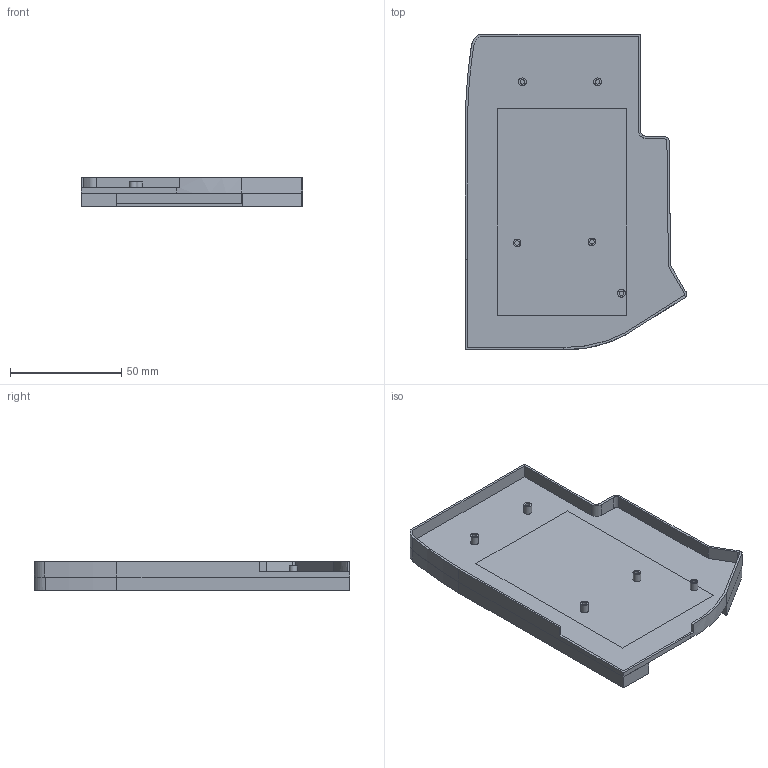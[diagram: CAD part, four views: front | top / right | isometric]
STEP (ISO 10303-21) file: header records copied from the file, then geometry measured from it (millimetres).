
FILE_DESCRIPTION(('FreeCAD Model'),'2;1');
FILE_NAME('Open CASCADE Shape Model','2024-01-24T16:49:54',('Author'),( ''),'Open CASCADE STEP processor 7.6','FreeCAD','Unknown');
FILE_SCHEMA(('AUTOMOTIVE_DESIGN { 1 0 10303 214 1 1 1 1 }'));
Length unit declared in the file: millimetre
Products named in the file (1): Body
Bounding box: 99.5 x 141.84 x 13 mm (x, y, z)
Volume: 59433.2 mm3; surface area: 45672.5 mm2
Topology: 1 solids, 1 shells, 97 faces, 229 edges, 145 vertices
Faces by surface type: plane 67, cylinder 30
Full cylindrical faces by diameter (mm): 2 x2, 3.5 x5
Entity records: 2788 total; most frequent: DIRECTION 490, CARTESIAN_POINT 472, ORIENTED_EDGE 460, EDGE_CURVE 229, LINE 164, VECTOR 164, AXIS2_PLACEMENT_3D 163, VERTEX_POINT 145
